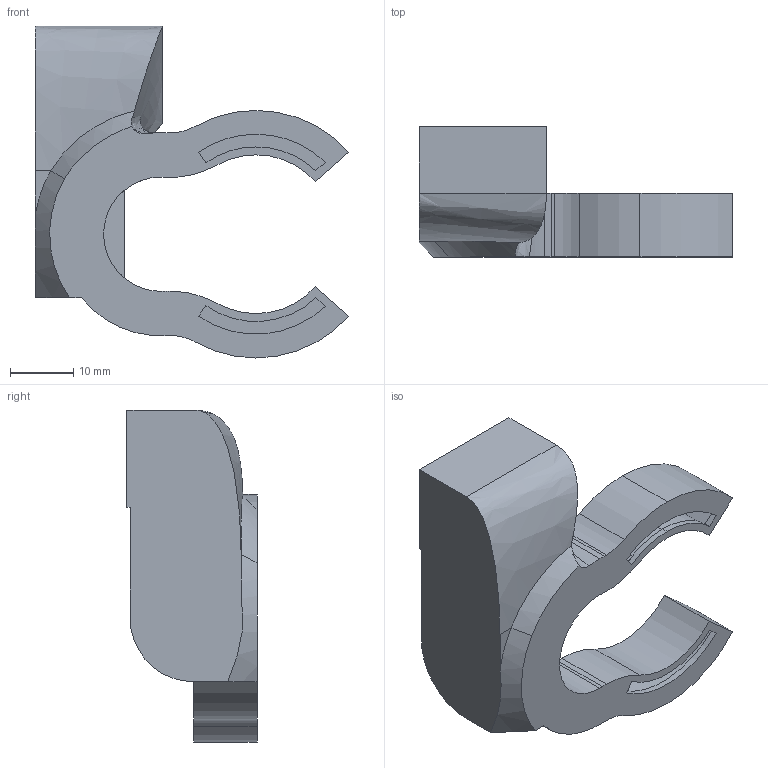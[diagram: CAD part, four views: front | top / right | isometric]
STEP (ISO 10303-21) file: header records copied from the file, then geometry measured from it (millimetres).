
FILE_DESCRIPTION (( 'STEP AP214' ), '1' );
FILE_NAME ('Fan Duct 7.STEP', '2024-08-23T23:39:19', ( '' ), ( '' ), 'SwSTEP 2.0', 'SolidWorks 2022', '' );
FILE_SCHEMA (( 'AUTOMOTIVE_DESIGN' ));
Length unit declared in the file: millimetre
Products named in the file (1): Fan Duct 7
Bounding box: 49.35 x 20.5 x 52.3 mm (x, y, z)
Volume: 4998.1 mm3; surface area: 10088.7 mm2
Topology: 1 solids, 1 shells, 86 faces, 247 edges, 164 vertices
Faces by surface type: cylinder 44, plane 33, bspline 7, cone 2
Entity records: 4067 total; most frequent: CARTESIAN_POINT 1774, ORIENTED_EDGE 494, DIRECTION 463, EDGE_CURVE 247, AXIS2_PLACEMENT_3D 174, VERTEX_POINT 164, LINE 115, VECTOR 115
